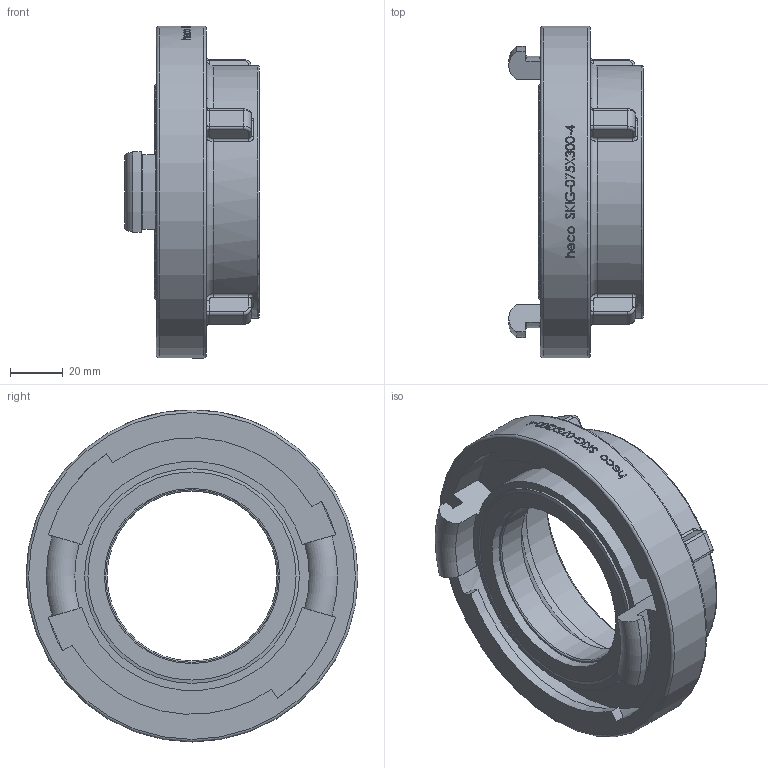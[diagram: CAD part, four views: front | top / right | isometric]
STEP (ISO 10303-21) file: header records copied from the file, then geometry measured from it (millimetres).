
FILE_DESCRIPTION (( 'STEP AP214' ), '1' );
FILE_NAME ('SKIG-075X300-4 2309.STEP', '2023-10-05T08:03:14', ( '' ), ( '' ), 'SwSTEP 2.0', 'SolidWorks 2019', '' );
FILE_SCHEMA (( 'AUTOMOTIVE_DESIGN' ));
Length unit declared in the file: millimetre
Products named in the file (1): SKIG-075X300-4 2309
Bounding box: 51 x 126 x 126 mm (x, y, z)
Volume: 176557.7 mm3; surface area: 51564.5 mm2
Topology: 1 solids, 1 shells, 366 faces, 937 edges, 602 vertices
Faces by surface type: bspline 124, plane 120, cylinder 83, torus 34, cone 5
Full cylindrical faces by diameter (mm): 64.5 x1, 66.5 x1, 76 x1, 81.5 x1, 84.926 x1, 96 x1, 126 x1
Entity records: 19547 total; most frequent: CARTESIAN_POINT 9144, ORIENTED_EDGE 1832, DIRECTION 1350, EDGE_CURVE 916, VERTEX_POINT 596, AXIS2_PLACEMENT_3D 489, EDGE_LOOP 412, FACE_OUTER_BOUND 377
